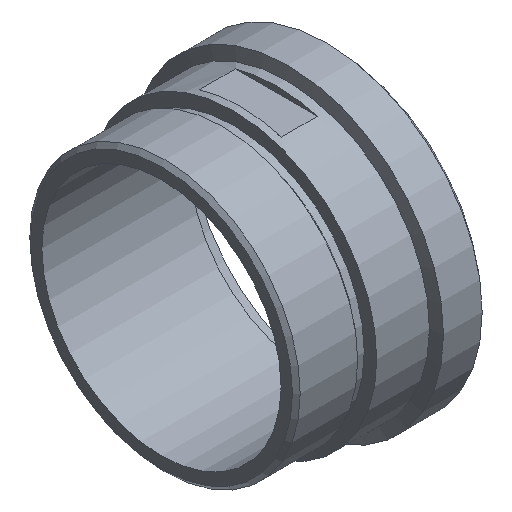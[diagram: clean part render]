
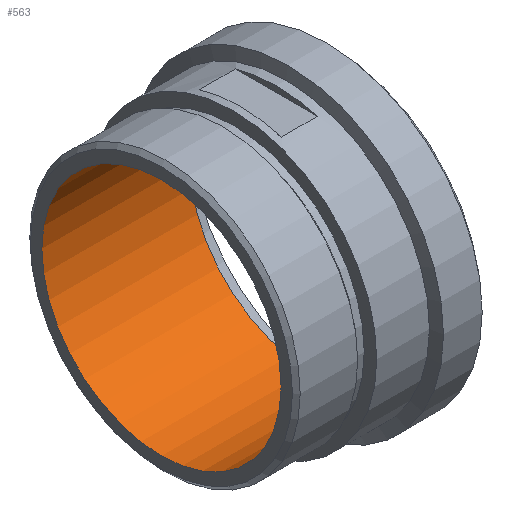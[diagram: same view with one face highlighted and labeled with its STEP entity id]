
A CAD part, isometric view. The second image highlights one B-rep face of the part: STEP entity #563.
In plain terms, the highlighted cylindrical face has radius 50 mm (diameter 100 mm), a full revolution.
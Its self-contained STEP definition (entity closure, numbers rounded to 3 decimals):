
#372=CARTESIAN_POINT('',(62.,-50.0,0.0));
#373=VERTEX_POINT('',#372);
#374=CARTESIAN_POINT('',(62.,0.0,0.0));
#375=DIRECTION('',(-1.0,0.0,0.0));
#376=DIRECTION('',(0.0,-1.0,0.0));
#377=AXIS2_PLACEMENT_3D('',#374,#375,#376);
#378=CIRCLE('',#377,50.0);
#379=EDGE_CURVE('',#373,#373,#378,.T.);
#540=CARTESIAN_POINT('',(0.,-50.0,0.0));
#541=VERTEX_POINT('',#540);
#542=CARTESIAN_POINT('',(0.,0.0,0.0));
#543=DIRECTION('',(-1.0,0.0,0.0));
#544=DIRECTION('',(0.0,-1.0,0.0));
#545=AXIS2_PLACEMENT_3D('',#542,#543,#544);
#546=CIRCLE('',#545,50.0);
#547=EDGE_CURVE('',#541,#541,#546,.T.);
#552=CARTESIAN_POINT('',(31.,0.0,0.0));
#553=DIRECTION('',(-1.0,0.0,0.0));
#554=DIRECTION('',(0.0,-1.0,0.0));
#555=AXIS2_PLACEMENT_3D('',#552,#553,#554);
#556=CYLINDRICAL_SURFACE('',#555,50.0);
#557=ORIENTED_EDGE('',*,*,#379,.F.);
#558=EDGE_LOOP('',(#557));
#559=FACE_OUTER_BOUND('',#558,.T.);
#560=ORIENTED_EDGE('',*,*,#547,.T.);
#561=EDGE_LOOP('',(#560));
#562=FACE_BOUND('',#561,.T.);
#563=ADVANCED_FACE('',(#559,#562),#556,.F.);
